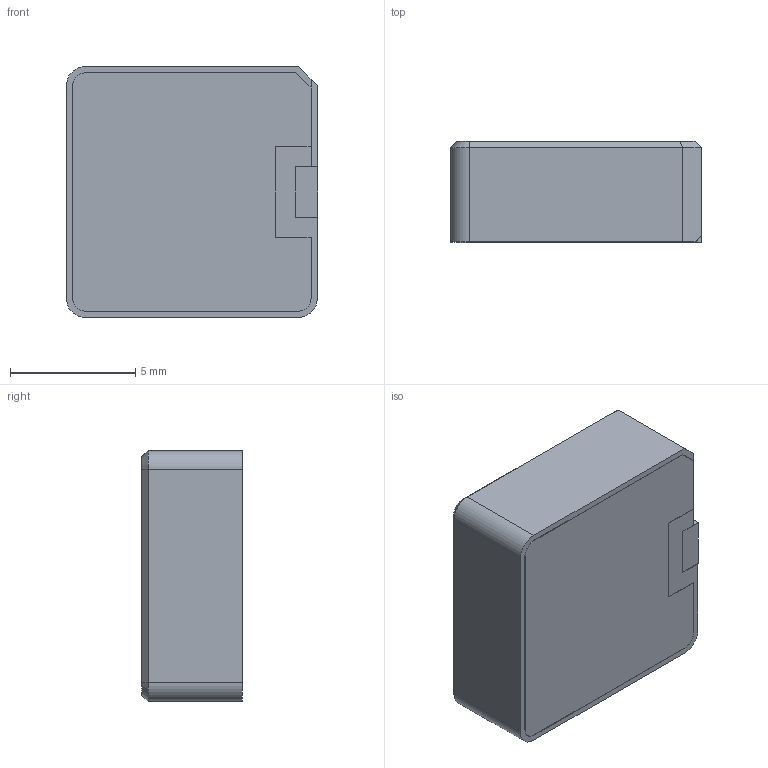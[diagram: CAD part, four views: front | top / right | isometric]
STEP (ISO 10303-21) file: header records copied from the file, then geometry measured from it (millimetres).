
FILE_DESCRIPTION (( 'STEP AP214' ), '1' );
FILE_NAME ('SWLP.2450.10.4.A.02_web.STEP', '2022-03-21T16:33:48', ( '' ), ( '' ), 'SwSTEP 2.0', 'SolidWorks 2018', '' );
FILE_SCHEMA (( 'AUTOMOTIVE_DESIGN' ));
Length unit declared in the file: millimetre
Products named in the file (1): SWLP.2450.10.4.A.02_web
Bounding box: 10.01 x 4.02 x 10 mm (x, y, z)
Volume: 397.8 mm3; surface area: 348.2 mm2
Topology: 1 solids, 1 shells, 61 faces, 156 edges, 98 vertices
Faces by surface type: plane 43, cylinder 15, cone 3
Entity records: 2114 total; most frequent: CARTESIAN_POINT 316, ORIENTED_EDGE 312, DIRECTION 310, EDGE_CURVE 156, VECTOR 126, LINE 126, VERTEX_POINT 98, AXIS2_PLACEMENT_3D 92
